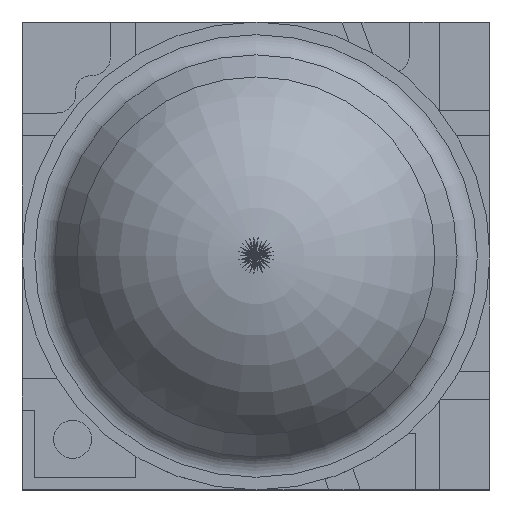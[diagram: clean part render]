
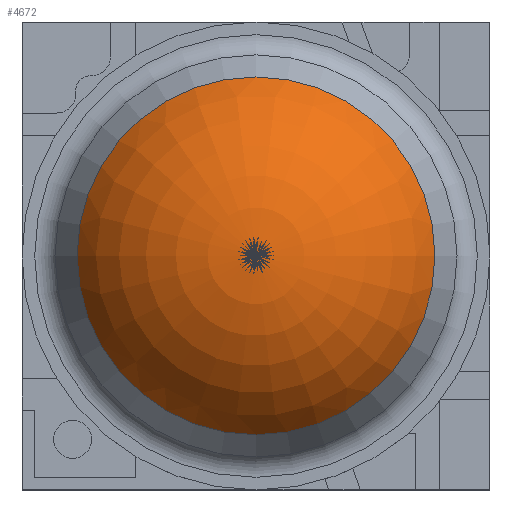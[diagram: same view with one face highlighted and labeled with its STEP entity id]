
A CAD part, top view. The second image highlights one B-rep face of the part: STEP entity #4672.
In plain terms, the highlighted toroidal (fillet/blend) face has major radius 0.071 mm and minor radius 1.54 mm.
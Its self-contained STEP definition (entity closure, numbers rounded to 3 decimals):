
#18=VERTEX_LOOP('',#2748);
#19=DEGENERATE_TOROIDAL_SURFACE('',#5021,0.072,1.54,
 .T.);
#1649=ORIENTED_EDGE('',*,*,#2337,.T.);
#2337=EDGE_CURVE('',#2747,#2747,#2952,.T.);
#2747=VERTEX_POINT('',#7180);
#2748=VERTEX_POINT('',#7182);
#2952=CIRCLE('',#5020,1.415);
#3155=EDGE_LOOP('',(#1649));
#3405=FACE_BOUND('',#18,.T.);
#3406=FACE_BOUND('',#3155,.T.);
#4672=ADVANCED_FACE('',(#3405,#3406),#19,.T.);
#5020=AXIS2_PLACEMENT_3D('',#7179,#5872,#5873);
#5021=AXIS2_PLACEMENT_3D('',#7181,#5874,#5875);
#5872=DIRECTION('',(0.,0.,1.));
#5873=DIRECTION('',(1.,0.,0.));
#5874=DIRECTION('',(0.,0.,1.));
#5875=DIRECTION('',(1.,0.,0.));
#7179=CARTESIAN_POINT('',(0.,0.,0.706));
#7180=CARTESIAN_POINT('',(1.415,0.,0.706));
#7181=CARTESIAN_POINT('',(0.,0.,-0.049));
#7182=CARTESIAN_POINT('',(0.,0.,1.49));
